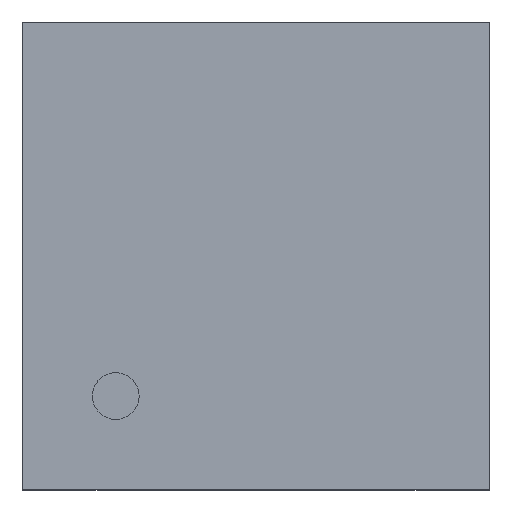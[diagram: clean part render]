
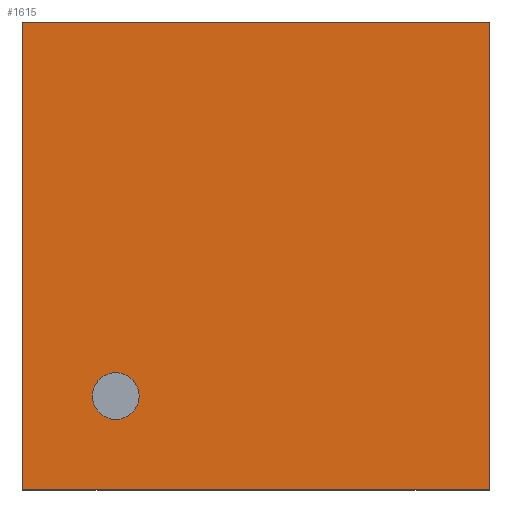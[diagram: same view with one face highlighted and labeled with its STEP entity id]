
A CAD part, top view. The second image highlights one B-rep face of the part: STEP entity #1615.
In plain terms, the highlighted planar face has unit normal (0, 0, 1).
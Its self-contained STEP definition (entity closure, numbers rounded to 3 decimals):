
#6 = EDGE_CURVE ( 'NONE', #456, #1308, #843, .T. ) ;
#12 = CARTESIAN_POINT ( 'NONE',  ( -0.25, -0.3, 0.58 ) ) ;
#14 = CARTESIAN_POINT ( 'NONE',  ( 0.5, -0.5, 0.58 ) ) ;
#56 = CARTESIAN_POINT ( 'NONE',  ( -0.3, -0.3, 0.58 ) ) ;
#80 = EDGE_CURVE ( 'NONE', #1358, #163, #539, .T. ) ;
#92 = VERTEX_POINT ( 'NONE', #138 ) ;
#130 = DIRECTION ( 'NONE',  ( 0., -1., 0. ) ) ;
#138 = CARTESIAN_POINT ( 'NONE',  ( 0.5, -0.5, 0.58 ) ) ;
#163 = VERTEX_POINT ( 'NONE', #12 ) ;
#239 = DIRECTION ( 'NONE',  ( 1., 0., 0. ) ) ;
#303 = DIRECTION ( 'NONE',  ( 0., 0., 1. ) ) ;
#307 = EDGE_CURVE ( 'NONE', #1066, #92, #1236, .T. ) ;
#320 = EDGE_CURVE ( 'NONE', #1308, #1066, #812, .T. ) ;
#422 = FACE_OUTER_BOUND ( 'NONE', #1628, .T. ) ;
#456 = VERTEX_POINT ( 'NONE', #1968 ) ;
#539 = CIRCLE ( 'NONE', #1827, 0.05 ) ;
#651 = ORIENTED_EDGE ( 'NONE', *, *, #6, .T. ) ;
#680 = DIRECTION ( 'NONE',  ( 1., 0., 0. ) ) ;
#686 = ORIENTED_EDGE ( 'NONE', *, *, #80, .F. ) ;
#798 = ORIENTED_EDGE ( 'NONE', *, *, #1790, .F. ) ;
#812 = LINE ( 'NONE', #1350, #1602 ) ;
#837 = DIRECTION ( 'NONE',  ( 1., 0., 0. ) ) ;
#838 = DIRECTION ( 'NONE',  ( 0., 0., 1. ) ) ;
#843 = LINE ( 'NONE', #1294, #1026 ) ;
#850 = DIRECTION ( 'NONE',  ( -1., 0., 0. ) ) ;
#927 = AXIS2_PLACEMENT_3D ( 'NONE', #1529, #1437, #850 ) ;
#995 = CARTESIAN_POINT ( 'NONE',  ( 0.5, 0.5, 0.58 ) ) ;
#1026 = VECTOR ( 'NONE', #2047, 1000. ) ;
#1066 = VERTEX_POINT ( 'NONE', #2058 ) ;
#1088 = FACE_BOUND ( 'NONE', #1656, .T. ) ;
#1194 = LINE ( 'NONE', #995, #1665 ) ;
#1236 = LINE ( 'NONE', #14, #1293 ) ;
#1254 = ORIENTED_EDGE ( 'NONE', *, *, #320, .T. ) ;
#1293 = VECTOR ( 'NONE', #239, 1000. ) ;
#1294 = CARTESIAN_POINT ( 'NONE',  ( -0.5, 0.5, 0.58 ) ) ;
#1308 = VERTEX_POINT ( 'NONE', #1813 ) ;
#1350 = CARTESIAN_POINT ( 'NONE',  ( -0.5, -0.5, 0.58 ) ) ;
#1358 = VERTEX_POINT ( 'NONE', #2002 ) ;
#1385 = ORIENTED_EDGE ( 'NONE', *, *, #1914, .T. ) ;
#1388 = ORIENTED_EDGE ( 'NONE', *, *, #307, .T. ) ;
#1437 = DIRECTION ( 'NONE',  ( 0., 0., -1. ) ) ;
#1529 = CARTESIAN_POINT ( 'NONE',  ( 0., 0., 0.58 ) ) ;
#1561 = CIRCLE ( 'NONE', #1663, 0.05 ) ;
#1602 = VECTOR ( 'NONE', #130, 1000. ) ;
#1615 = ADVANCED_FACE ( 'NONE', ( #1088, #422 ), #1722, .F. ) ;
#1628 = EDGE_LOOP ( 'NONE', ( #1385, #651, #1254, #1388 ) ) ;
#1656 = EDGE_LOOP ( 'NONE', ( #798, #686 ) ) ;
#1663 = AXIS2_PLACEMENT_3D ( 'NONE', #2078, #303, #680 ) ;
#1665 = VECTOR ( 'NONE', #1858, 1000. ) ;
#1722 = PLANE ( 'NONE',  #927 ) ;
#1790 = EDGE_CURVE ( 'NONE', #163, #1358, #1561, .T. ) ;
#1813 = CARTESIAN_POINT ( 'NONE',  ( -0.5, 0.5, 0.58 ) ) ;
#1827 = AXIS2_PLACEMENT_3D ( 'NONE', #56, #838, #837 ) ;
#1858 = DIRECTION ( 'NONE',  ( 0., 1., 0. ) ) ;
#1914 = EDGE_CURVE ( 'NONE', #92, #456, #1194, .T. ) ;
#1968 = CARTESIAN_POINT ( 'NONE',  ( 0.5, 0.5, 0.58 ) ) ;
#2002 = CARTESIAN_POINT ( 'NONE',  ( -0.35, -0.3, 0.58 ) ) ;
#2047 = DIRECTION ( 'NONE',  ( -1., 0., 0. ) ) ;
#2058 = CARTESIAN_POINT ( 'NONE',  ( -0.5, -0.5, 0.58 ) ) ;
#2078 = CARTESIAN_POINT ( 'NONE',  ( -0.3, -0.3, 0.58 ) ) ;
